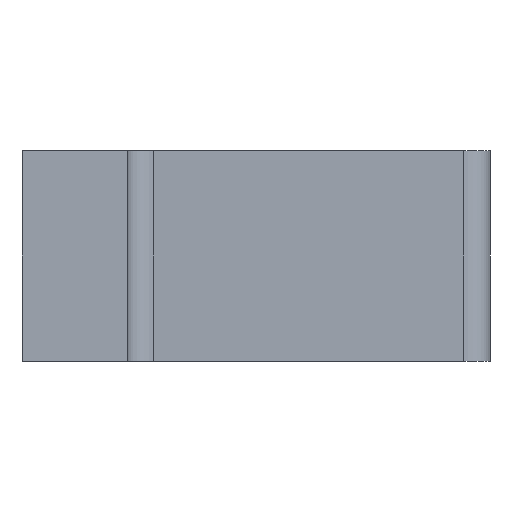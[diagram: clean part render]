
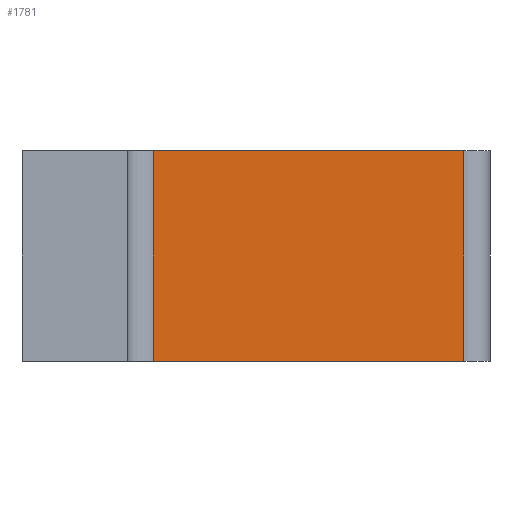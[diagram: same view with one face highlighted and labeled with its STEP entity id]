
A CAD part, left-side view. The second image highlights one B-rep face of the part: STEP entity #1781.
In plain terms, the highlighted planar face has unit normal (-1, 0, 0).
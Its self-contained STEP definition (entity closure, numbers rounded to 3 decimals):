
#32 = PLANE('',#33);
#33 = AXIS2_PLACEMENT_3D('',#34,#35,#36);
#34 = CARTESIAN_POINT('',(0.108,-3.559,0.));
#35 = DIRECTION('',(-0.,-0.,-1.));
#36 = DIRECTION('',(-1.,0.,0.));
#259 = VERTEX_POINT('',#260);
#260 = CARTESIAN_POINT('',(-3.65,-8.,0.));
#275 = CYLINDRICAL_SURFACE('',#276,0.5);
#276 = AXIS2_PLACEMENT_3D('',#277,#278,#279);
#277 = CARTESIAN_POINT('',(-3.15,-8.,0.));
#278 = DIRECTION('',(0.,0.,1.));
#279 = DIRECTION('',(0.,-1.,0.));
#287 = EDGE_CURVE('',#259,#288,#290,.T.);
#288 = VERTEX_POINT('',#289);
#289 = CARTESIAN_POINT('',(-3.65,-2.1,0.));
#290 = SURFACE_CURVE('',#291,(#295,#302),.PCURVE_S1.);
#291 = LINE('',#292,#293);
#292 = CARTESIAN_POINT('',(-3.65,-8.5,0.));
#293 = VECTOR('',#294,1.);
#294 = DIRECTION('',(0.,1.,0.));
#295 = PCURVE('',#32,#296);
#296 = DEFINITIONAL_REPRESENTATION('',(#297),#301);
#297 = LINE('',#298,#299);
#298 = CARTESIAN_POINT('',(3.758,-4.941));
#299 = VECTOR('',#300,1.);
#300 = DIRECTION('',(0.,1.));
#301 = ( GEOMETRIC_REPRESENTATION_CONTEXT(2) 
PARAMETRIC_REPRESENTATION_CONTEXT() REPRESENTATION_CONTEXT('2D SPACE',''
  ) );
#302 = PCURVE('',#303,#308);
#303 = PLANE('',#304);
#304 = AXIS2_PLACEMENT_3D('',#305,#306,#307);
#305 = CARTESIAN_POINT('',(-3.65,-8.5,0.));
#306 = DIRECTION('',(-1.,0.,0.));
#307 = DIRECTION('',(0.,1.,0.));
#308 = DEFINITIONAL_REPRESENTATION('',(#309),#313);
#309 = LINE('',#310,#311);
#310 = CARTESIAN_POINT('',(0.,0.));
#311 = VECTOR('',#312,1.);
#312 = DIRECTION('',(1.,0.));
#313 = ( GEOMETRIC_REPRESENTATION_CONTEXT(2) 
PARAMETRIC_REPRESENTATION_CONTEXT() REPRESENTATION_CONTEXT('2D SPACE',''
  ) );
#336 = CYLINDRICAL_SURFACE('',#337,0.5);
#337 = AXIS2_PLACEMENT_3D('',#338,#339,#340);
#338 = CARTESIAN_POINT('',(-4.15,-2.1,0.));
#339 = DIRECTION('',(0.,0.,1.));
#340 = DIRECTION('',(1.,0.,0.));
#699 = PLANE('',#700);
#700 = AXIS2_PLACEMENT_3D('',#701,#702,#703);
#701 = CARTESIAN_POINT('',(0.108,-3.559,4.));
#702 = DIRECTION('',(-0.,-0.,-1.));
#703 = DIRECTION('',(-1.,0.,0.));
#1540 = EDGE_CURVE('',#259,#1541,#1543,.T.);
#1541 = VERTEX_POINT('',#1542);
#1542 = CARTESIAN_POINT('',(-3.65,-8.,4.));
#1543 = SURFACE_CURVE('',#1544,(#1548,#1555),.PCURVE_S1.);
#1544 = LINE('',#1545,#1546);
#1545 = CARTESIAN_POINT('',(-3.65,-8.,0.));
#1546 = VECTOR('',#1547,1.);
#1547 = DIRECTION('',(0.,0.,1.));
#1548 = PCURVE('',#275,#1549);
#1549 = DEFINITIONAL_REPRESENTATION('',(#1550),#1554);
#1550 = LINE('',#1551,#1552);
#1551 = CARTESIAN_POINT('',(-1.571,0.));
#1552 = VECTOR('',#1553,1.);
#1553 = DIRECTION('',(-0.,1.));
#1554 = ( GEOMETRIC_REPRESENTATION_CONTEXT(2) 
PARAMETRIC_REPRESENTATION_CONTEXT() REPRESENTATION_CONTEXT('2D SPACE',''
  ) );
#1555 = PCURVE('',#303,#1556);
#1556 = DEFINITIONAL_REPRESENTATION('',(#1557),#1561);
#1557 = LINE('',#1558,#1559);
#1558 = CARTESIAN_POINT('',(0.5,0.));
#1559 = VECTOR('',#1560,1.);
#1560 = DIRECTION('',(0.,-1.));
#1561 = ( GEOMETRIC_REPRESENTATION_CONTEXT(2) 
PARAMETRIC_REPRESENTATION_CONTEXT() REPRESENTATION_CONTEXT('2D SPACE',''
  ) );
#1781 = ADVANCED_FACE('',(#1782),#303,.T.);
#1782 = FACE_BOUND('',#1783,.T.);
#1783 = EDGE_LOOP('',(#1784,#1785,#1786,#1809));
#1784 = ORIENTED_EDGE('',*,*,#287,.F.);
#1785 = ORIENTED_EDGE('',*,*,#1540,.T.);
#1786 = ORIENTED_EDGE('',*,*,#1787,.T.);
#1787 = EDGE_CURVE('',#1541,#1788,#1790,.T.);
#1788 = VERTEX_POINT('',#1789);
#1789 = CARTESIAN_POINT('',(-3.65,-2.1,4.));
#1790 = SURFACE_CURVE('',#1791,(#1795,#1802),.PCURVE_S1.);
#1791 = LINE('',#1792,#1793);
#1792 = CARTESIAN_POINT('',(-3.65,-8.5,4.));
#1793 = VECTOR('',#1794,1.);
#1794 = DIRECTION('',(0.,1.,0.));
#1795 = PCURVE('',#303,#1796);
#1796 = DEFINITIONAL_REPRESENTATION('',(#1797),#1801);
#1797 = LINE('',#1798,#1799);
#1798 = CARTESIAN_POINT('',(0.,-4.));
#1799 = VECTOR('',#1800,1.);
#1800 = DIRECTION('',(1.,0.));
#1801 = ( GEOMETRIC_REPRESENTATION_CONTEXT(2) 
PARAMETRIC_REPRESENTATION_CONTEXT() REPRESENTATION_CONTEXT('2D SPACE',''
  ) );
#1802 = PCURVE('',#699,#1803);
#1803 = DEFINITIONAL_REPRESENTATION('',(#1804),#1808);
#1804 = LINE('',#1805,#1806);
#1805 = CARTESIAN_POINT('',(3.758,-4.941));
#1806 = VECTOR('',#1807,1.);
#1807 = DIRECTION('',(0.,1.));
#1808 = ( GEOMETRIC_REPRESENTATION_CONTEXT(2) 
PARAMETRIC_REPRESENTATION_CONTEXT() REPRESENTATION_CONTEXT('2D SPACE',''
  ) );
#1809 = ORIENTED_EDGE('',*,*,#1810,.F.);
#1810 = EDGE_CURVE('',#288,#1788,#1811,.T.);
#1811 = SURFACE_CURVE('',#1812,(#1816,#1823),.PCURVE_S1.);
#1812 = LINE('',#1813,#1814);
#1813 = CARTESIAN_POINT('',(-3.65,-2.1,0.));
#1814 = VECTOR('',#1815,1.);
#1815 = DIRECTION('',(0.,0.,1.));
#1816 = PCURVE('',#303,#1817);
#1817 = DEFINITIONAL_REPRESENTATION('',(#1818),#1822);
#1818 = LINE('',#1819,#1820);
#1819 = CARTESIAN_POINT('',(6.4,0.));
#1820 = VECTOR('',#1821,1.);
#1821 = DIRECTION('',(0.,-1.));
#1822 = ( GEOMETRIC_REPRESENTATION_CONTEXT(2) 
PARAMETRIC_REPRESENTATION_CONTEXT() REPRESENTATION_CONTEXT('2D SPACE',''
  ) );
#1823 = PCURVE('',#336,#1824);
#1824 = DEFINITIONAL_REPRESENTATION('',(#1825),#1829);
#1825 = LINE('',#1826,#1827);
#1826 = CARTESIAN_POINT('',(0.,0.));
#1827 = VECTOR('',#1828,1.);
#1828 = DIRECTION('',(0.,1.));
#1829 = ( GEOMETRIC_REPRESENTATION_CONTEXT(2) 
PARAMETRIC_REPRESENTATION_CONTEXT() REPRESENTATION_CONTEXT('2D SPACE',''
  ) );
